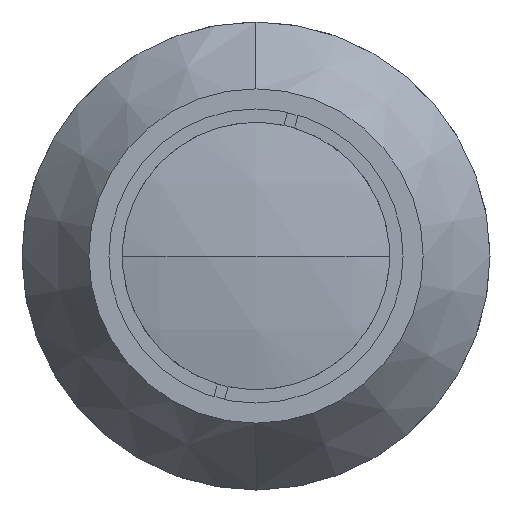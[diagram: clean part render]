
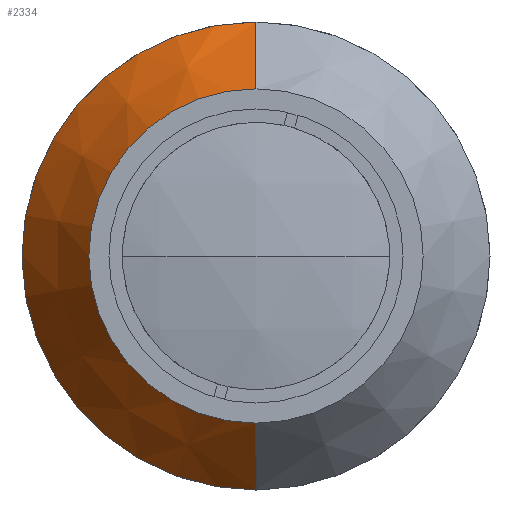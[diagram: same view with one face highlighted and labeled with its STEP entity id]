
A CAD part, left-side view. The second image highlights one B-rep face of the part: STEP entity #2334.
In plain terms, the highlighted conical face has half-angle 35 degrees and reference radius 21 mm.
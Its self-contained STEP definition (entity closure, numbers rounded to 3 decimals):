
#242 = VERTEX_POINT ( 'NONE', #2076 ) ;
#370 = EDGE_CURVE ( 'NONE', #4767, #2272, #3572, .T. ) ;
#391 = ORIENTED_EDGE ( 'NONE', *, *, #2948, .F. ) ;
#540 = VERTEX_POINT ( 'NONE', #4222 ) ;
#935 = AXIS2_PLACEMENT_3D ( 'NONE', #4124, #4509, #1003 ) ;
#1003 = DIRECTION ( 'NONE',  ( 0., 0., 1. ) ) ;
#1194 = DIRECTION ( 'NONE',  ( 0., 0., -1. ) ) ;
#1215 = EDGE_CURVE ( 'NONE', #242, #540, #2768, .T. ) ;
#1435 = ORIENTED_EDGE ( 'NONE', *, *, #3479, .T. ) ;
#1471 = FACE_OUTER_BOUND ( 'NONE', #2876, .T. ) ;
#1653 = ORIENTED_EDGE ( 'NONE', *, *, #370, .F. ) ;
#1937 = CARTESIAN_POINT ( 'NONE',  ( 23.569, 0., 0. ) ) ;
#2076 = CARTESIAN_POINT ( 'NONE',  ( 23.569, 0., 21. ) ) ;
#2272 = VERTEX_POINT ( 'NONE', #3311 ) ;
#2334 = ADVANCED_FACE ( 'NONE', ( #1471 ), #3966, .T. ) ;
#2392 = CARTESIAN_POINT ( 'NONE',  ( 23.569, 0., -21. ) ) ;
#2457 = VECTOR ( 'NONE', #2881, 1000. ) ;
#2677 = DIRECTION ( 'NONE',  ( 1., 0., 0. ) ) ;
#2768 = CIRCLE ( 'NONE', #2847, 21. ) ;
#2846 = AXIS2_PLACEMENT_3D ( 'NONE', #3484, #2677, #1194 ) ;
#2847 = AXIS2_PLACEMENT_3D ( 'NONE', #1937, #3438, #4875 ) ;
#2876 = EDGE_LOOP ( 'NONE', ( #1653, #1435, #4336, #391 ) ) ;
#2881 = DIRECTION ( 'NONE',  ( 0.819, 0., 0.574 ) ) ;
#2929 = VECTOR ( 'NONE', #4334, 1000. ) ;
#2948 = EDGE_CURVE ( 'NONE', #2272, #540, #3968, .T. ) ;
#3311 = CARTESIAN_POINT ( 'NONE',  ( 15., 0., -15. ) ) ;
#3438 = DIRECTION ( 'NONE',  ( -1., 0., 0. ) ) ;
#3479 = EDGE_CURVE ( 'NONE', #4767, #242, #4494, .T. ) ;
#3484 = CARTESIAN_POINT ( 'NONE',  ( 23.569, 0., 0. ) ) ;
#3572 = CIRCLE ( 'NONE', #935, 15. ) ;
#3741 = CARTESIAN_POINT ( 'NONE',  ( 23.569, 0., 21. ) ) ;
#3966 = CONICAL_SURFACE ( 'NONE', #2846, 21., 0.611 ) ;
#3968 = LINE ( 'NONE', #2392, #2929 ) ;
#4124 = CARTESIAN_POINT ( 'NONE',  ( 15., 0., 0. ) ) ;
#4222 = CARTESIAN_POINT ( 'NONE',  ( 23.569, 0., -21. ) ) ;
#4334 = DIRECTION ( 'NONE',  ( 0.819, 0., -0.574 ) ) ;
#4336 = ORIENTED_EDGE ( 'NONE', *, *, #1215, .T. ) ;
#4494 = LINE ( 'NONE', #3741, #2457 ) ;
#4509 = DIRECTION ( 'NONE',  ( -1., 0., 0. ) ) ;
#4557 = CARTESIAN_POINT ( 'NONE',  ( 15., 0., 15. ) ) ;
#4767 = VERTEX_POINT ( 'NONE', #4557 ) ;
#4875 = DIRECTION ( 'NONE',  ( 0., 0., 1. ) ) ;
